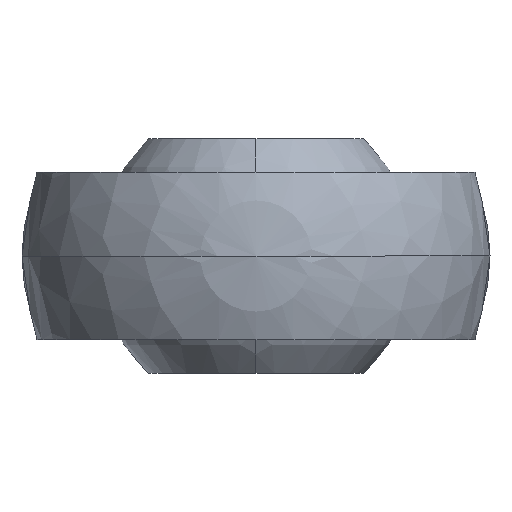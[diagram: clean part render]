
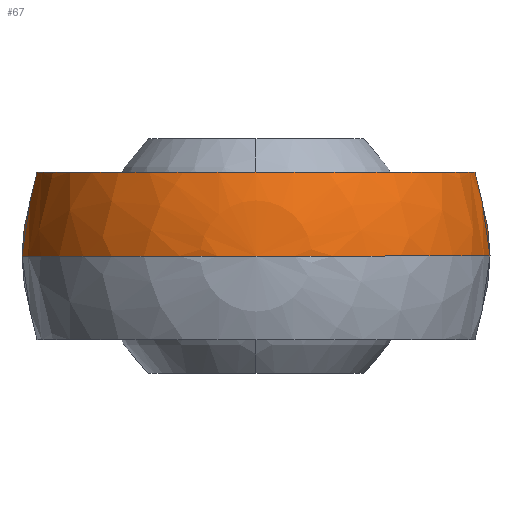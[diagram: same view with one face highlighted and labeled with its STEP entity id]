
A CAD part, left-side view. The second image highlights one B-rep face of the part: STEP entity #67.
In plain terms, the highlighted spherical face has radius 21 mm.
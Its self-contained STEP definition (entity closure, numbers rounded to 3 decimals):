
#67=ADVANCED_FACE('',(#168),#169,.T.);
#168=FACE_OUTER_BOUND('',#310,.T.);
#169=SPHERICAL_SURFACE('',#311,21.0);
#310=EDGE_LOOP('',(#442,#443,#444,#445,#446));
#311=AXIS2_PLACEMENT_3D('',#447,#448,#449);
#442=ORIENTED_EDGE('',*,*,#778,.F.);
#443=ORIENTED_EDGE('',*,*,#779,.F.);
#444=ORIENTED_EDGE('',*,*,#780,.F.);
#445=ORIENTED_EDGE('',*,*,#781,.F.);
#446=ORIENTED_EDGE('',*,*,#782,.F.);
#447=CARTESIAN_POINT('',(0.,0.,0.0));
#448=DIRECTION('',(1.0,-0.0,-0.0));
#449=DIRECTION('',(0.0,1.0,0.0));
#778=EDGE_CURVE('',#905,#906,#907,.T.);
#779=EDGE_CURVE('',#908,#905,#909,.T.);
#780=EDGE_CURVE('',#910,#908,#911,.T.);
#781=EDGE_CURVE('',#912,#910,#913,.F.);
#782=EDGE_CURVE('',#906,#912,#914,.T.);
#905=VERTEX_POINT('',#1085);
#906=VERTEX_POINT('',#1086);
#907=CIRCLE('',#1087,21.0);
#908=VERTEX_POINT('',#1088);
#909=CIRCLE('',#1089,21.0);
#910=VERTEX_POINT('',#1090);
#911=CIRCLE('',#1091,17.526);
#912=VERTEX_POINT('',#1092);
#913=CIRCLE('',#1093,19.615);
#914=CIRCLE('',#1094,17.526);
#1085=CARTESIAN_POINT('',(-21.0,0.,0.0));
#1086=CARTESIAN_POINT('',(11.569,17.526,0.));
#1087=AXIS2_PLACEMENT_3D('',#1356,#1357,#1358);
#1088=CARTESIAN_POINT('',(11.569,-17.526,0.));
#1089=AXIS2_PLACEMENT_3D('',#1359,#1360,#1361);
#1090=CARTESIAN_POINT('',(11.569,-15.84,7.5));
#1091=AXIS2_PLACEMENT_3D('',#1362,#1363,#1364);
#1092=CARTESIAN_POINT('',(11.569,15.84,7.5));
#1093=AXIS2_PLACEMENT_3D('',#1365,#1366,#1367);
#1094=AXIS2_PLACEMENT_3D('',#1368,#1369,#1370);
#1356=CARTESIAN_POINT('',(0.,0.,0.0));
#1357=DIRECTION('',(-0.0,0.,-1.0));
#1358=DIRECTION('',(0.0,-1.0,0.));
#1359=CARTESIAN_POINT('',(0.,0.,0.0));
#1360=DIRECTION('',(-0.0,0.,-1.0));
#1361=DIRECTION('',(0.0,-1.0,0.));
#1362=CARTESIAN_POINT('',(11.569,0.0,0.0));
#1363=DIRECTION('',(1.0,0.0,-0.0));
#1364=DIRECTION('',(-0.0,0.0,-1.0));
#1365=CARTESIAN_POINT('',(0.,0.,7.5));
#1366=DIRECTION('',(0.0,0.0,-1.0));
#1367=DIRECTION('',(-1.0,0.0,0.0));
#1368=CARTESIAN_POINT('',(11.569,0.0,0.0));
#1369=DIRECTION('',(1.0,0.0,-0.0));
#1370=DIRECTION('',(-0.0,0.0,-1.0));
